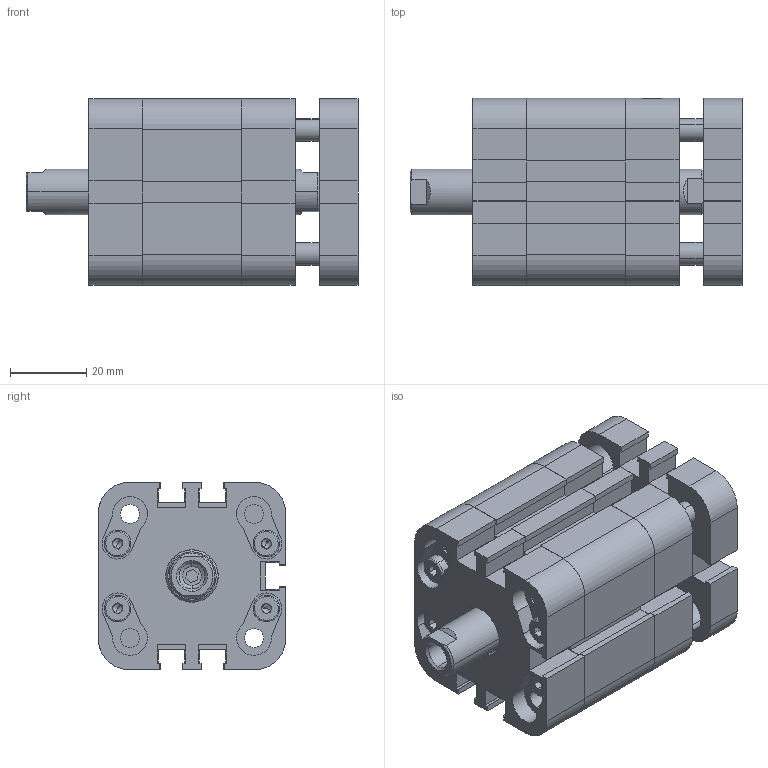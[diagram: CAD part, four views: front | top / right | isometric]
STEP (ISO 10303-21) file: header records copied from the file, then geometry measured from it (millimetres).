
FILE_DESCRIPTION (( 'STEP AP214' ), '1' );
FILE_NAME ('SM_011_032_0010_NP.STEP', '2019-11-21T12:28:58', ( '' ), ( '' ), 'SwSTEP 2.0', 'SolidWorks 2019', '' );
FILE_SCHEMA (( 'AUTOMOTIVE_DESIGN' ));
Length unit declared in the file: millimetre
Products named in the file (27): Kopia Pokrywa przód^Pokrywa przód blok. obr kpl_DTZPO_Smart - Pok prz¢d - zabez. przed obr. D032; socket head thin cap screw_din_DIN 7984 - M4 x 10 --- 7.9N; T³oczysko^DTZPO_Tˆoczysko - D032; Tuleja^DTZPO_Tuleja - D032; Kopia T硂k_T坥k - D032; Pokrywa przód blok. obr kpl^DTZPO_Pokrywa prz¢d kpl - zabez. przed obr. D032; socket set screw flat point_iso_ISO 4026 - M6 x 30-N; Kopia Magnes^T³ok kpl_DTZPO_Magnes D032; Kopia SMART - U. t硂czyska^Pokrywa prz骴 blok. obr kpl_DTZPO_U. t坥czyska - D032; Kopia SMART - U. typ Oring - pokrywa^Pokrywa przód kpl_DTZPO_U. typ Oring - D032; Kopia Tuleja prowadzｹca^Pokrywa prz blok. obr kpl_DTZPO_Tuleja prowadz･ca - D032; T³oczysko^DTZPO - 2_Tˆoczysko - D032; socket head thin cap screw_din_DIN 7984 - M4 x 18 --- 15.9N; T硂k kpl^DTZPO_T坥k kpl - D032; Kopia SMART - U. t³oka S^T³ok kpl_DTZPO_U. tˆoka S - D032; Kopia tulejka pod szpilkê^Pokrywa przód blok. obr kpl_DTZPO_D32; Kopia SMART - U. t³oczyska^Pokrywa przód kpl_DTZPO_U. tˆoczyska - D032; Kopia Pokrywa przód_Smart - Pok prz¢d - D032; Pr皻 blok.^DTZPO_D032; SM_011_032_0010_NP; Kopia Pierœcieñ prowadz¹cy^T³ok kpl_DTZPO_Pier˜cieä prowadz¥cy D032; Kopia SMART - U. t硂ka lu焠a^T硂k kpl_DTZPO_U. t坥ka lu玭a - D032; P³ytka prowadnika^DTZPO_Smart - Pok prz¢d - D032; Kopia Tuleja prowadz¹ca^Pokrywa przód kpl_DTZPO_Tuleja prowadz¥ca - D032; Pokrywa przód kpl^DTZPO_Pokrywa prz¢d kpl - D032; Kopia SMART - U. typ Oring - pokrywa^Pokrywa przód blok. obr kpl_DTZPO_U. typ Oring - D032; socket head thin cap screw_din_DIN 7984 - M8 x 12 --- 8.25N
Assembly tree (37 placements, depth 3):
  SM_011_032_0010_NP
    Pokrywa przód kpl^DTZPO_Pokrywa prz¢d kpl - D032
      Kopia Pokrywa przód_Smart - Pok prz¢d - D032
      Kopia SMART - U. typ Oring - pokrywa^Pokrywa przód kpl_DTZPO_U. typ Oring - D032
      Kopia Tuleja prowadz¹ca^Pokrywa przód kpl_DTZPO_Tuleja prowadz¥ca - D032
      Kopia SMART - U. t³oczyska^Pokrywa przód kpl_DTZPO_U. tˆoczyska - D032
    Tuleja^DTZPO_Tuleja - D032
    T硂k kpl^DTZPO_T坥k kpl - D032
      Kopia T硂k_T坥k - D032
      Kopia Magnes^T³ok kpl_DTZPO_Magnes D032
      Kopia Pierœcieñ prowadz¹cy^T³ok kpl_DTZPO_Pier˜cieä prowadz¥cy D032
      Kopia SMART - U. t硂ka lu焠a^T硂k kpl_DTZPO_U. t坥ka lu玭a - D032  x2
      Kopia SMART - U. t³oka S^T³ok kpl_DTZPO_U. tˆoka S - D032
    T³oczysko^DTZPO_Tˆoczysko - D032
    socket head thin cap screw_din_DIN 7984 - M4 x 18 --- 15.9N  x8
    socket set screw flat point_iso_ISO 4026 - M6 x 30-N
    Pokrywa przód blok. obr kpl^DTZPO_Pokrywa prz¢d kpl - zabez. przed obr. D032
      Kopia Pokrywa przód^Pokrywa przód blok. obr kpl_DTZPO_Smart - Pok prz¢d - zabez. przed obr. D032
      Kopia SMART - U. typ Oring - pokrywa^Pokrywa przód blok. obr kpl_DTZPO_U. typ Oring - D032
      Kopia Tuleja prowadzｹca^Pokrywa prz blok. obr kpl_DTZPO_Tuleja prowadz･ca - D032
      Kopia SMART - U. t硂czyska^Pokrywa prz骴 blok. obr kpl_DTZPO_U. t坥czyska - D032
      Kopia tulejka pod szpilkê^Pokrywa przód blok. obr kpl_DTZPO_D32  x2
    T³oczysko^DTZPO - 2_Tˆoczysko - D032
    P³ytka prowadnika^DTZPO_Smart - Pok prz¢d - D032
    Pr皻 blok.^DTZPO_D032  x2
    socket head thin cap screw_din_DIN 7984 - M4 x 10 --- 7.9N  x2
    socket head thin cap screw_din_DIN 7984 - M8 x 12 --- 8.25N
Bounding box: 87 x 49 x 49 mm (x, y, z)
Volume: 104038.8 mm3; surface area: 74053.4 mm2
Topology: 35 solids, 35 shells, 1253 faces, 3085 edges, 1965 vertices
Faces by surface type: plane 619, cylinder 350, cone 130, bspline 110, torus 44
Entity records: 37689 total; most frequent: CARTESIAN_POINT 11483, ORIENTED_EDGE 5130, DIRECTION 4983, EDGE_CURVE 2565, AXIS2_PLACEMENT_3D 1716, VERTEX_POINT 1672, VECTOR 1551, LINE 1551
